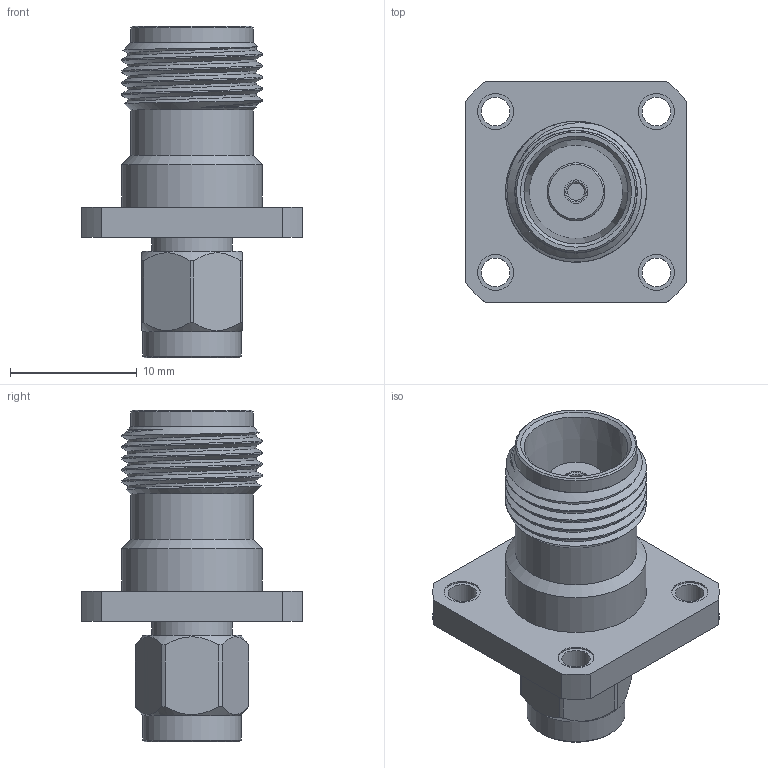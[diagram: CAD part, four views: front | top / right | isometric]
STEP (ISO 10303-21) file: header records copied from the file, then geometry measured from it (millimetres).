
FILE_DESCRIPTION (( 'STEP AP203' ), '1' );
FILE_NAME ('PE9384_3D.step', '2021-02-24T15:49:23', ( '' ), ( '' ), 'SwSTEP 2.0', 'SolidWorks 2018', '' );
FILE_SCHEMA (( 'CONFIG_CONTROL_DESIGN' ));
Length unit declared in the file: inch
Products named in the file (1): PE9384_3D
Bounding box: 17.5 x 17.5 x 26.16 mm (x, y, z)
Volume: 1926.6 mm3; surface area: 2105 mm2
Topology: 1 solids, 1 shells, 125 faces, 312 edges, 209 vertices
Faces by surface type: plane 56, cylinder 45, cone 17, bspline 7
Full cylindrical faces by diameter (mm): 0.94 x1, 1.194 x1, 1.346 x1, 1.854 x1, 2.261 x4, 2.845 x8, 4.445 x1, 4.572 x1, 6.35 x7, 7.762 x1, 9.652 x2, 11.112 x1
Entity records: 6992 total; most frequent: CARTESIAN_POINT 4370, ORIENTED_EDGE 502, DIRECTION 498, EDGE_CURVE 251, AXIS2_PLACEMENT_3D 215, VERTEX_POINT 191, EDGE_LOOP 182, FACE_OUTER_BOUND 143
